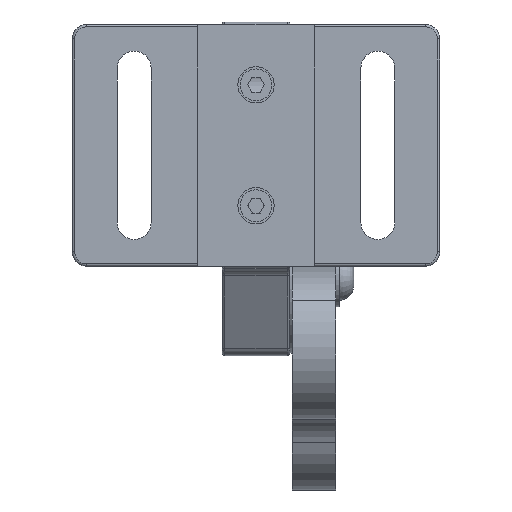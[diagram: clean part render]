
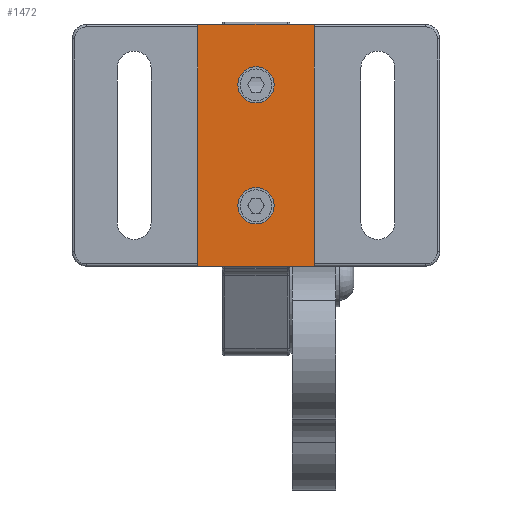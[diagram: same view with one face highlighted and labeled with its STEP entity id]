
A CAD part, front view. The second image highlights one B-rep face of the part: STEP entity #1472.
In plain terms, the highlighted planar face has unit normal (0, -1, 0).
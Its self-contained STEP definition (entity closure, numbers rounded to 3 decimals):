
#354 = CARTESIAN_POINT ( 'NONE',  ( -11.787, -18.801, -25. ) ) ;
#359 = DIRECTION ( 'NONE',  ( 0., 0., 1. ) ) ;
#360 = CARTESIAN_POINT ( 'NONE',  ( -35.787, -18.801, 25. ) ) ;
#368 = CARTESIAN_POINT ( 'NONE',  ( -23.787, -18.801, 12.5 ) ) ;
#369 = DIRECTION ( 'NONE',  ( 0., -1., 0. ) ) ;
#370 = DIRECTION ( 'NONE',  ( 0., 0., 1. ) ) ;
#371 = DIRECTION ( 'NONE',  ( -1., 0., 0. ) ) ;
#415 = DIRECTION ( 'NONE',  ( -1., 0., 0. ) ) ;
#420 = CARTESIAN_POINT ( 'NONE',  ( -35.787, -18.801, -25. ) ) ;
#485 = DIRECTION ( 'NONE',  ( 0., 0., 1. ) ) ;
#508 = CARTESIAN_POINT ( 'NONE',  ( -35.787, -18.801, -25. ) ) ;
#772 = AXIS2_PLACEMENT_3D ( 'NONE', #3985, #3986, #3987 ) ;
#888 = AXIS2_PLACEMENT_3D ( 'NONE', #368, #369, #370 ) ;
#1472 = ADVANCED_FACE ( 'NONE', ( #6108, #6103, #6105 ), #5255, .F. ) ;
#2670 = VERTEX_POINT ( 'NONE', #7668 ) ;
#2708 = VERTEX_POINT ( 'NONE', #7706 ) ;
#2740 = VERTEX_POINT ( 'NONE', #7738 ) ;
#2744 = VERTEX_POINT ( 'NONE', #7742 ) ;
#2933 = VERTEX_POINT ( 'NONE', #4308 ) ;
#3102 = CIRCLE ( 'NONE', #772, 3.75 ) ;
#3985 = CARTESIAN_POINT ( 'NONE',  ( -23.787, -18.801, -12.5 ) ) ;
#3986 = DIRECTION ( 'NONE',  ( 0., -1., 0. ) ) ;
#3987 = DIRECTION ( 'NONE',  ( 0., 0., 1. ) ) ;
#4308 = CARTESIAN_POINT ( 'NONE',  ( -23.787, -18.801, 16.25 ) ) ;
#4378 = CARTESIAN_POINT ( 'NONE',  ( -23.787, -18.801, -8.75 ) ) ;
#4459 = EDGE_CURVE ( 'NONE', #2744, #2708, #5845, .T. ) ;
#4462 = EDGE_CURVE ( 'NONE', #2933, #2933, #5837, .T. ) ;
#4463 = EDGE_CURVE ( 'NONE', #2708, #2670, #5839, .T. ) ;
#4483 = EDGE_CURVE ( 'NONE', #2744, #2740, #5814, .T. ) ;
#4516 = EDGE_CURVE ( 'NONE', #2740, #2670, #5766, .T. ) ;
#4768 = AXIS2_PLACEMENT_3D ( 'NONE', #5253, #5245, #5257 ) ;
#5245 = DIRECTION ( 'NONE',  ( 0., 1., 0. ) ) ;
#5253 = CARTESIAN_POINT ( 'NONE',  ( -35.787, -18.801, -25. ) ) ;
#5255 = PLANE ( 'NONE',  #4768 ) ;
#5257 = DIRECTION ( 'NONE',  ( 0., 0., 1. ) ) ;
#5761 = VECTOR ( 'NONE', #485, 1000. ) ;
#5766 = LINE ( 'NONE', #508, #5761 ) ;
#5808 = VECTOR ( 'NONE', #415, 1000. ) ;
#5814 = LINE ( 'NONE', #420, #5808 ) ;
#5835 = VECTOR ( 'NONE', #371, 1000. ) ;
#5837 = CIRCLE ( 'NONE', #888, 3.75 ) ;
#5839 = LINE ( 'NONE', #360, #5835 ) ;
#5841 = VECTOR ( 'NONE', #359, 1000. ) ;
#5845 = LINE ( 'NONE', #354, #5841 ) ;
#6103 = FACE_OUTER_BOUND ( 'NONE', #6618, .T. ) ;
#6105 = FACE_BOUND ( 'NONE', #6571, .T. ) ;
#6108 = FACE_BOUND ( 'NONE', #6556, .T. ) ;
#6512 = ORIENTED_EDGE ( 'NONE', *, *, #7478, .F. ) ;
#6513 = ORIENTED_EDGE ( 'NONE', *, *, #4459, .T. ) ;
#6514 = ORIENTED_EDGE ( 'NONE', *, *, #4483, .F. ) ;
#6515 = ORIENTED_EDGE ( 'NONE', *, *, #4516, .F. ) ;
#6516 = ORIENTED_EDGE ( 'NONE', *, *, #4463, .T. ) ;
#6517 = ORIENTED_EDGE ( 'NONE', *, *, #4462, .F. ) ;
#6556 = EDGE_LOOP ( 'NONE', ( #6517 ) ) ;
#6571 = EDGE_LOOP ( 'NONE', ( #6512 ) ) ;
#6618 = EDGE_LOOP ( 'NONE', ( #6516, #6515, #6514, #6513 ) ) ;
#6928 = VERTEX_POINT ( 'NONE', #4378 ) ;
#7478 = EDGE_CURVE ( 'NONE', #6928, #6928, #3102, .T. ) ;
#7668 = CARTESIAN_POINT ( 'NONE',  ( -35.787, -18.801, 25. ) ) ;
#7706 = CARTESIAN_POINT ( 'NONE',  ( -11.787, -18.801, 25. ) ) ;
#7738 = CARTESIAN_POINT ( 'NONE',  ( -35.787, -18.801, -25. ) ) ;
#7742 = CARTESIAN_POINT ( 'NONE',  ( -11.787, -18.801, -25. ) ) ;
